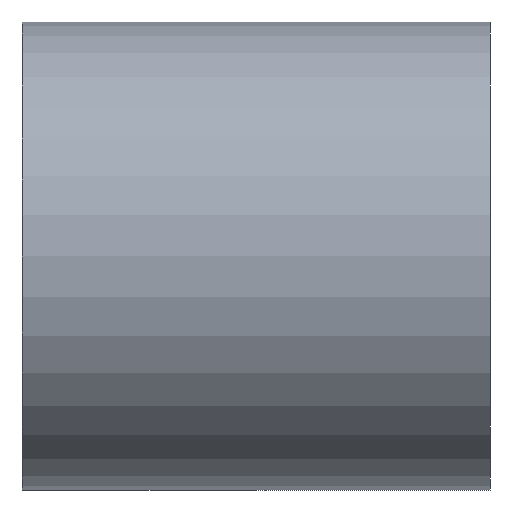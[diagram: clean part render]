
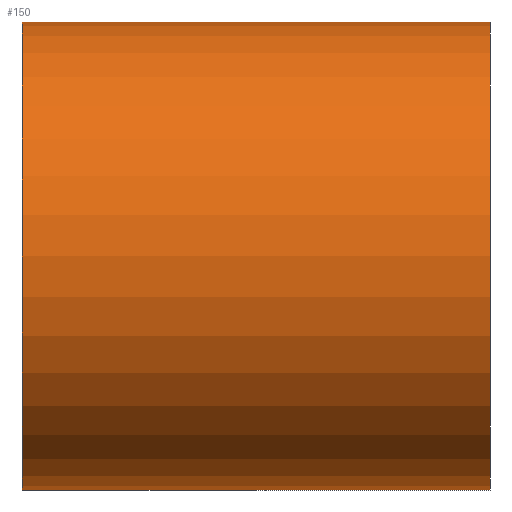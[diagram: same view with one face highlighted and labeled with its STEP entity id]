
A CAD part, left-side view. The second image highlights one B-rep face of the part: STEP entity #150.
In plain terms, the highlighted cylindrical face has radius 25 mm (diameter 50 mm), a full revolution.
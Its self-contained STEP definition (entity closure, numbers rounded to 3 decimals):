
#21=FACE_BOUND('',#55,.T.);
#26=LINE('',#443,#31);
#31=VECTOR('',#208,25.);
#36=CYLINDRICAL_SURFACE('',#177,25.);
#42=FACE_OUTER_BOUND('',#54,.T.);
#54=EDGE_LOOP('',(#121,#122,#123,#124));
#55=EDGE_LOOP('',(#125));
#70=B_SPLINE_CURVE_WITH_KNOTS('',3,(#409,#410,#411,#412,#413,#414,#415,
#416,#417,#418,#419,#420,#421,#422,#423,#424,#425,#426,#427,#428,#429,#430,
#431,#432,#433,#434),.UNSPECIFIED.,.T.,.F.,(4,1,1,1,1,1,1,1,1,1,1,1,1,1,
1,1,1,1,1,1,1,1,1,4),(-12.921,-12.459,-11.998,
-11.075,-10.46,-9.844,-9.229,
-8.614,-7.998,-7.383,-6.768,
-6.46,-6.153,-5.845,-5.537,
-4.922,-4.307,-3.692,-3.076,
-2.461,-1.846,-0.923,-0.461,
0.),.UNSPECIFIED.);
#73=CIRCLE('',#178,25.);
#74=CIRCLE('',#179,25.);
#81=VERTEX_POINT('',#375);
#85=VERTEX_POINT('',#440);
#86=VERTEX_POINT('',#442);
#96=EDGE_CURVE('',#81,#81,#70,.T.);
#99=EDGE_CURVE('',#85,#85,#73,.T.);
#100=EDGE_CURVE('',#85,#86,#26,.T.);
#101=EDGE_CURVE('',#86,#86,#74,.T.);
#121=ORIENTED_EDGE('',*,*,#99,.F.);
#122=ORIENTED_EDGE('',*,*,#100,.T.);
#123=ORIENTED_EDGE('',*,*,#101,.F.);
#124=ORIENTED_EDGE('',*,*,#100,.F.);
#125=ORIENTED_EDGE('',*,*,#96,.F.);
#150=ADVANCED_FACE('',(#42,#21),#36,.T.);
#177=AXIS2_PLACEMENT_3D('',#439,#204,#205);
#178=AXIS2_PLACEMENT_3D('',#441,#206,#207);
#179=AXIS2_PLACEMENT_3D('',#444,#209,#210);
#204=DIRECTION('center_axis',(0.,1.,0.));
#205=DIRECTION('ref_axis',(1.,0.,0.));
#206=DIRECTION('center_axis',(0.,1.,0.));
#207=DIRECTION('ref_axis',(1.,0.,0.));
#208=DIRECTION('',(0.,-1.,0.));
#209=DIRECTION('center_axis',(0.,-1.,0.));
#210=DIRECTION('ref_axis',(1.,0.,0.));
#375=CARTESIAN_POINT('',(14.493,0.,-20.37));
#409=CARTESIAN_POINT('Ctrl Pts',(14.493,0.,-20.37));
#410=CARTESIAN_POINT('Ctrl Pts',(14.493,1.75,-20.37));
#411=CARTESIAN_POINT('Ctrl Pts',(15.072,5.232,-19.972));
#412=CARTESIAN_POINT('Ctrl Pts',(17.643,11.308,-17.89));
#413=CARTESIAN_POINT('Ctrl Pts',(21.081,16.623,-14.005));
#414=CARTESIAN_POINT('Ctrl Pts',(23.957,20.626,-7.962));
#415=CARTESIAN_POINT('Ctrl Pts',(25.238,22.309,-1.669));
#416=CARTESIAN_POINT('Ctrl Pts',(24.79,21.727,4.922));
#417=CARTESIAN_POINT('Ctrl Pts',(22.831,19.09,10.71));
#418=CARTESIAN_POINT('Ctrl Pts',(20.009,15.015,15.253));
#419=CARTESIAN_POINT('Ctrl Pts',(16.959,9.882,18.507));
#420=CARTESIAN_POINT('Ctrl Pts',(14.874,4.672,20.105));
#421=CARTESIAN_POINT('Ctrl Pts',(14.365,-0.002,
20.459));
#422=CARTESIAN_POINT('Ctrl Pts',(14.745,-3.497,20.195));
#423=CARTESIAN_POINT('Ctrl Pts',(15.713,-6.764,19.463));
#424=CARTESIAN_POINT('Ctrl Pts',(17.461,-10.731,17.968));
#425=CARTESIAN_POINT('Ctrl Pts',(20.012,-15.018,15.252));
#426=CARTESIAN_POINT('Ctrl Pts',(22.829,-19.088,10.711));
#427=CARTESIAN_POINT('Ctrl Pts',(24.791,-21.729,4.923));
#428=CARTESIAN_POINT('Ctrl Pts',(25.236,-22.308,-1.667));
#429=CARTESIAN_POINT('Ctrl Pts',(23.958,-20.627,-7.963));
#430=CARTESIAN_POINT('Ctrl Pts',(21.081,-16.623,-14.003));
#431=CARTESIAN_POINT('Ctrl Pts',(17.644,-11.309,-17.89));
#432=CARTESIAN_POINT('Ctrl Pts',(15.072,-5.232,-19.971));
#433=CARTESIAN_POINT('Ctrl Pts',(14.493,-1.75,-20.37));
#434=CARTESIAN_POINT('Ctrl Pts',(14.493,0.,-20.37));
#439=CARTESIAN_POINT('Origin',(0.,0.,0.));
#440=CARTESIAN_POINT('',(-25.,25.,0.));
#441=CARTESIAN_POINT('Origin',(0.,25.,0.));
#442=CARTESIAN_POINT('',(-25.,-25.,0.));
#443=CARTESIAN_POINT('',(-25.,0.,0.));
#444=CARTESIAN_POINT('Origin',(0.,-25.,0.));
